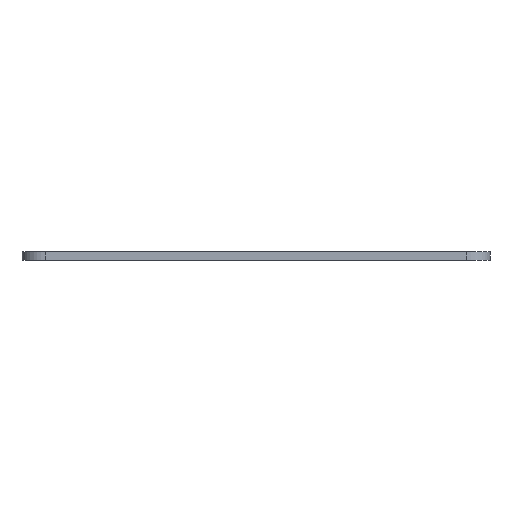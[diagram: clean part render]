
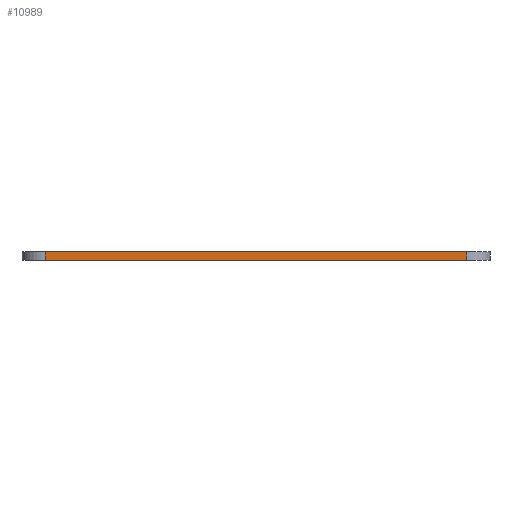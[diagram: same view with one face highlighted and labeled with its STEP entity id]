
A CAD part, left-side view. The second image highlights one B-rep face of the part: STEP entity #10989.
In plain terms, the highlighted planar face has unit normal (-1, 0, 0).
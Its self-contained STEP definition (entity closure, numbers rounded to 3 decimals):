
#84 = PLANE('',#85);
#85 = AXIS2_PLACEMENT_3D('',#86,#87,#88);
#86 = CARTESIAN_POINT('',(0.,0.,1.6));
#87 = DIRECTION('',(0.,0.,1.));
#88 = DIRECTION('',(1.,0.,-0.));
#139 = PLANE('',#140);
#140 = AXIS2_PLACEMENT_3D('',#141,#142,#143);
#141 = CARTESIAN_POINT('',(0.,0.,0.));
#142 = DIRECTION('',(0.,0.,1.));
#143 = DIRECTION('',(1.,0.,-0.));
#194 = CYLINDRICAL_SURFACE('',#195,4.445);
#195 = AXIS2_PLACEMENT_3D('',#196,#197,#198);
#196 = CARTESIAN_POINT('',(-56.83,-40.007,0.));
#197 = DIRECTION('',(-0.,-0.,-1.));
#198 = DIRECTION('',(1.,0.,-0.));
#361 = VERTEX_POINT('',#362);
#362 = CARTESIAN_POINT('',(-61.279,40.006,0.));
#377 = CYLINDRICAL_SURFACE('',#378,4.445);
#378 = AXIS2_PLACEMENT_3D('',#379,#380,#381);
#379 = CARTESIAN_POINT('',(-56.834,40.006,0.));
#380 = DIRECTION('',(-0.,-0.,-1.));
#381 = DIRECTION('',(1.,0.,-0.));
#389 = EDGE_CURVE('',#390,#361,#392,.T.);
#390 = VERTEX_POINT('',#391);
#391 = CARTESIAN_POINT('',(-61.275,-40.006,0.));
#392 = SURFACE_CURVE('',#393,(#397,#404),.PCURVE_S1.);
#393 = LINE('',#394,#395);
#394 = CARTESIAN_POINT('',(-61.275,-40.006,0.));
#395 = VECTOR('',#396,1.);
#396 = DIRECTION('',(0.,1.,0.));
#397 = PCURVE('',#139,#398);
#398 = DEFINITIONAL_REPRESENTATION('',(#399),#403);
#399 = LINE('',#400,#401);
#400 = CARTESIAN_POINT('',(-61.275,-40.007));
#401 = VECTOR('',#402,1.);
#402 = DIRECTION('',(0.,1.));
#403 = ( GEOMETRIC_REPRESENTATION_CONTEXT(2) 
PARAMETRIC_REPRESENTATION_CONTEXT() REPRESENTATION_CONTEXT('2D SPACE',''
  ) );
#404 = PCURVE('',#405,#410);
#405 = PLANE('',#406);
#406 = AXIS2_PLACEMENT_3D('',#407,#408,#409);
#407 = CARTESIAN_POINT('',(-61.275,-40.006,0.));
#408 = DIRECTION('',(-1.,0.,0.));
#409 = DIRECTION('',(0.,1.,0.));
#410 = DEFINITIONAL_REPRESENTATION('',(#411),#415);
#411 = LINE('',#412,#413);
#412 = CARTESIAN_POINT('',(0.,0.));
#413 = VECTOR('',#414,1.);
#414 = DIRECTION('',(1.,0.));
#415 = ( GEOMETRIC_REPRESENTATION_CONTEXT(2) 
PARAMETRIC_REPRESENTATION_CONTEXT() REPRESENTATION_CONTEXT('2D SPACE',''
  ) );
#6135 = VERTEX_POINT('',#6136);
#6136 = CARTESIAN_POINT('',(-61.279,40.006,1.6));
#6158 = EDGE_CURVE('',#6159,#6135,#6161,.T.);
#6159 = VERTEX_POINT('',#6160);
#6160 = CARTESIAN_POINT('',(-61.275,-40.006,1.6));
#6161 = SURFACE_CURVE('',#6162,(#6166,#6173),.PCURVE_S1.);
#6162 = LINE('',#6163,#6164);
#6163 = CARTESIAN_POINT('',(-61.275,-40.006,1.6));
#6164 = VECTOR('',#6165,1.);
#6165 = DIRECTION('',(0.,1.,0.));
#6166 = PCURVE('',#84,#6167);
#6167 = DEFINITIONAL_REPRESENTATION('',(#6168),#6172);
#6168 = LINE('',#6169,#6170);
#6169 = CARTESIAN_POINT('',(-61.275,-40.007));
#6170 = VECTOR('',#6171,1.);
#6171 = DIRECTION('',(0.,1.));
#6172 = ( GEOMETRIC_REPRESENTATION_CONTEXT(2) 
PARAMETRIC_REPRESENTATION_CONTEXT() REPRESENTATION_CONTEXT('2D SPACE',''
  ) );
#6173 = PCURVE('',#405,#6174);
#6174 = DEFINITIONAL_REPRESENTATION('',(#6175),#6179);
#6175 = LINE('',#6176,#6177);
#6176 = CARTESIAN_POINT('',(0.,-1.6));
#6177 = VECTOR('',#6178,1.);
#6178 = DIRECTION('',(1.,0.));
#6179 = ( GEOMETRIC_REPRESENTATION_CONTEXT(2) 
PARAMETRIC_REPRESENTATION_CONTEXT() REPRESENTATION_CONTEXT('2D SPACE',''
  ) );
#10939 = EDGE_CURVE('',#390,#6159,#10940,.T.);
#10940 = SURFACE_CURVE('',#10941,(#10945,#10952),.PCURVE_S1.);
#10941 = LINE('',#10942,#10943);
#10942 = CARTESIAN_POINT('',(-61.275,-40.006,0.));
#10943 = VECTOR('',#10944,1.);
#10944 = DIRECTION('',(0.,0.,1.));
#10945 = PCURVE('',#194,#10946);
#10946 = DEFINITIONAL_REPRESENTATION('',(#10947),#10951);
#10947 = LINE('',#10948,#10949);
#10948 = CARTESIAN_POINT('',(-3.142,0.));
#10949 = VECTOR('',#10950,1.);
#10950 = DIRECTION('',(-0.,-1.));
#10951 = ( GEOMETRIC_REPRESENTATION_CONTEXT(2) 
PARAMETRIC_REPRESENTATION_CONTEXT() REPRESENTATION_CONTEXT('2D SPACE',''
  ) );
#10952 = PCURVE('',#405,#10953);
#10953 = DEFINITIONAL_REPRESENTATION('',(#10954),#10958);
#10954 = LINE('',#10955,#10956);
#10955 = CARTESIAN_POINT('',(0.,0.));
#10956 = VECTOR('',#10957,1.);
#10957 = DIRECTION('',(0.,-1.));
#10958 = ( GEOMETRIC_REPRESENTATION_CONTEXT(2) 
PARAMETRIC_REPRESENTATION_CONTEXT() REPRESENTATION_CONTEXT('2D SPACE',''
  ) );
#10989 = ADVANCED_FACE('',(#10990),#405,.T.);
#10990 = FACE_BOUND('',#10991,.T.);
#10991 = EDGE_LOOP('',(#10992,#10993,#10994,#11015));
#10992 = ORIENTED_EDGE('',*,*,#10939,.T.);
#10993 = ORIENTED_EDGE('',*,*,#6158,.T.);
#10994 = ORIENTED_EDGE('',*,*,#10995,.F.);
#10995 = EDGE_CURVE('',#361,#6135,#10996,.T.);
#10996 = SURFACE_CURVE('',#10997,(#11001,#11008),.PCURVE_S1.);
#10997 = LINE('',#10998,#10999);
#10998 = CARTESIAN_POINT('',(-61.279,40.006,0.));
#10999 = VECTOR('',#11000,1.);
#11000 = DIRECTION('',(0.,0.,1.));
#11001 = PCURVE('',#405,#11002);
#11002 = DEFINITIONAL_REPRESENTATION('',(#11003),#11007);
#11003 = LINE('',#11004,#11005);
#11004 = CARTESIAN_POINT('',(80.013,0.));
#11005 = VECTOR('',#11006,1.);
#11006 = DIRECTION('',(0.,-1.));
#11007 = ( GEOMETRIC_REPRESENTATION_CONTEXT(2) 
PARAMETRIC_REPRESENTATION_CONTEXT() REPRESENTATION_CONTEXT('2D SPACE',''
  ) );
#11008 = PCURVE('',#377,#11009);
#11009 = DEFINITIONAL_REPRESENTATION('',(#11010),#11014);
#11010 = LINE('',#11011,#11012);
#11011 = CARTESIAN_POINT('',(-3.142,0.));
#11012 = VECTOR('',#11013,1.);
#11013 = DIRECTION('',(-0.,-1.));
#11014 = ( GEOMETRIC_REPRESENTATION_CONTEXT(2) 
PARAMETRIC_REPRESENTATION_CONTEXT() REPRESENTATION_CONTEXT('2D SPACE',''
  ) );
#11015 = ORIENTED_EDGE('',*,*,#389,.F.);
